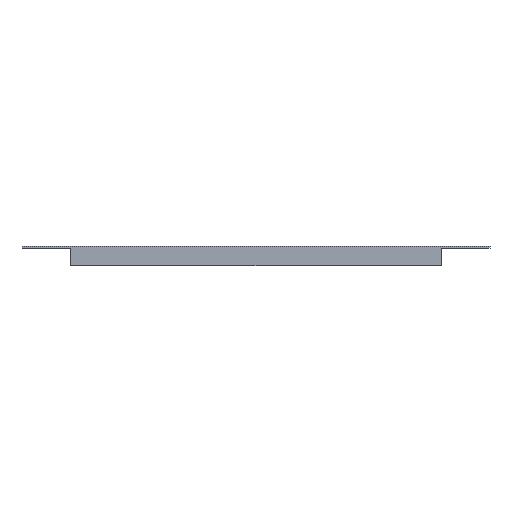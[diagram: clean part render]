
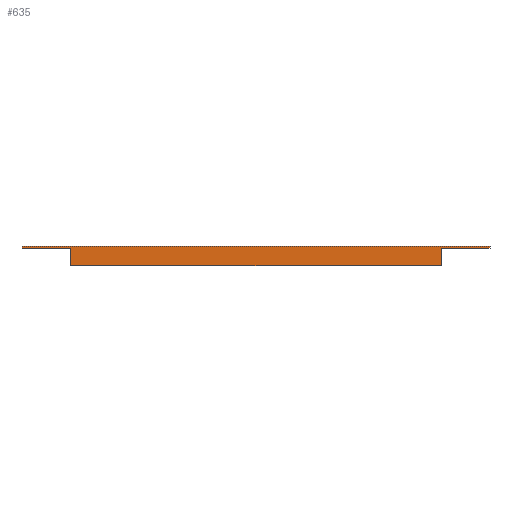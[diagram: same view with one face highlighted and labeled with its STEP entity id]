
A CAD part, front view. The second image highlights one B-rep face of the part: STEP entity #635.
In plain terms, the highlighted planar face has unit normal (0, -1, 0).
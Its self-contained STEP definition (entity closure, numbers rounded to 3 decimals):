
#13 = VECTOR ( 'NONE', #201, 1000. ) ;
#48 = VECTOR ( 'NONE', #715, 1000. ) ;
#82 = EDGE_CURVE ( 'NONE', #654, #571, #228, .T. ) ;
#83 = ORIENTED_EDGE ( 'NONE', *, *, #1124, .F. ) ;
#86 = AXIS2_PLACEMENT_3D ( 'NONE', #471, #395, #461 ) ;
#197 = LINE ( 'NONE', #726, #48 ) ;
#201 = DIRECTION ( 'NONE',  ( 0., 0., -1. ) ) ;
#205 = CARTESIAN_POINT ( 'NONE',  ( 182.5, -125., 1.5 ) ) ;
#213 = CARTESIAN_POINT ( 'NONE',  ( 144.5, -125., -13.5 ) ) ;
#215 = VECTOR ( 'NONE', #707, 1000. ) ;
#221 = DIRECTION ( 'NONE',  ( -1., 0., 0. ) ) ;
#224 = DIRECTION ( 'NONE',  ( 0., 0., 1. ) ) ;
#228 = LINE ( 'NONE', #437, #1031 ) ;
#235 = CARTESIAN_POINT ( 'NONE',  ( -144.5, -125., -13.5 ) ) ;
#279 = CARTESIAN_POINT ( 'NONE',  ( 144.5, -125., -13.5 ) ) ;
#292 = DIRECTION ( 'NONE',  ( 0., 0., 1. ) ) ;
#302 = CARTESIAN_POINT ( 'NONE',  ( 144.5, -125., -13.5 ) ) ;
#356 = LINE ( 'NONE', #742, #215 ) ;
#358 = CARTESIAN_POINT ( 'NONE',  ( 144.5, -125., 0. ) ) ;
#365 = CARTESIAN_POINT ( 'NONE',  ( -144.5, -125., -13.5 ) ) ;
#375 = VERTEX_POINT ( 'NONE', #980 ) ;
#395 = DIRECTION ( 'NONE',  ( 0., 1., 0. ) ) ;
#397 = VECTOR ( 'NONE', #221, 1000. ) ;
#406 = ORIENTED_EDGE ( 'NONE', *, *, #1027, .T. ) ;
#413 = DIRECTION ( 'NONE',  ( 0., 0., -1. ) ) ;
#422 = CARTESIAN_POINT ( 'NONE',  ( -182.5, -125., 1.5 ) ) ;
#431 = CARTESIAN_POINT ( 'NONE',  ( -144.5, -125., 0. ) ) ;
#437 = CARTESIAN_POINT ( 'NONE',  ( -182.5, -125., 1.5 ) ) ;
#461 = DIRECTION ( 'NONE',  ( -1., 0., 0. ) ) ;
#467 = ORIENTED_EDGE ( 'NONE', *, *, #82, .T. ) ;
#471 = CARTESIAN_POINT ( 'NONE',  ( -182.5, -125., 1.5 ) ) ;
#475 = PLANE ( 'NONE',  #86 ) ;
#501 = DIRECTION ( 'NONE',  ( 1., 0., 0. ) ) ;
#505 = CARTESIAN_POINT ( 'NONE',  ( -182.5, -125., 0. ) ) ;
#533 = LINE ( 'NONE', #302, #900 ) ;
#571 = VERTEX_POINT ( 'NONE', #596 ) ;
#596 = CARTESIAN_POINT ( 'NONE',  ( -182.5, -125., 0. ) ) ;
#635 = ADVANCED_FACE ( 'NONE', ( #837 ), #475, .F. ) ;
#654 = VERTEX_POINT ( 'NONE', #422 ) ;
#677 = VERTEX_POINT ( 'NONE', #431 ) ;
#701 = VERTEX_POINT ( 'NONE', #358 ) ;
#707 = DIRECTION ( 'NONE',  ( 1., 0., 0. ) ) ;
#715 = DIRECTION ( 'NONE',  ( 1., 0., 0. ) ) ;
#726 = CARTESIAN_POINT ( 'NONE',  ( -182.5, -125., 0. ) ) ;
#728 = VERTEX_POINT ( 'NONE', #365 ) ;
#742 = CARTESIAN_POINT ( 'NONE',  ( -182.5, -125., 1.5 ) ) ;
#743 = ORIENTED_EDGE ( 'NONE', *, *, #1135, .F. ) ;
#753 = LINE ( 'NONE', #235, #850 ) ;
#771 = ORIENTED_EDGE ( 'NONE', *, *, #957, .F. ) ;
#798 = LINE ( 'NONE', #505, #1049 ) ;
#837 = FACE_OUTER_BOUND ( 'NONE', #962, .T. ) ;
#850 = VECTOR ( 'NONE', #224, 1000. ) ;
#900 = VECTOR ( 'NONE', #292, 1000. ) ;
#909 = VERTEX_POINT ( 'NONE', #918 ) ;
#918 = CARTESIAN_POINT ( 'NONE',  ( 182.5, -125., 0. ) ) ;
#935 = LINE ( 'NONE', #213, #397 ) ;
#943 = ORIENTED_EDGE ( 'NONE', *, *, #955, .T. ) ;
#955 = EDGE_CURVE ( 'NONE', #701, #909, #197, .T. ) ;
#957 = EDGE_CURVE ( 'NONE', #654, #375, #356, .T. ) ;
#962 = EDGE_LOOP ( 'NONE', ( #406, #83, #743, #1060, #943, #1147, #771, #467 ) ) ;
#980 = CARTESIAN_POINT ( 'NONE',  ( 182.5, -125., 1.5 ) ) ;
#1027 = EDGE_CURVE ( 'NONE', #571, #677, #798, .T. ) ;
#1031 = VECTOR ( 'NONE', #413, 1000. ) ;
#1049 = VECTOR ( 'NONE', #501, 1000. ) ;
#1060 = ORIENTED_EDGE ( 'NONE', *, *, #1097, .T. ) ;
#1097 = EDGE_CURVE ( 'NONE', #1100, #701, #533, .T. ) ;
#1100 = VERTEX_POINT ( 'NONE', #279 ) ;
#1124 = EDGE_CURVE ( 'NONE', #728, #677, #753, .T. ) ;
#1135 = EDGE_CURVE ( 'NONE', #1100, #728, #935, .T. ) ;
#1138 = EDGE_CURVE ( 'NONE', #375, #909, #1143, .T. ) ;
#1143 = LINE ( 'NONE', #205, #13 ) ;
#1147 = ORIENTED_EDGE ( 'NONE', *, *, #1138, .F. ) ;
